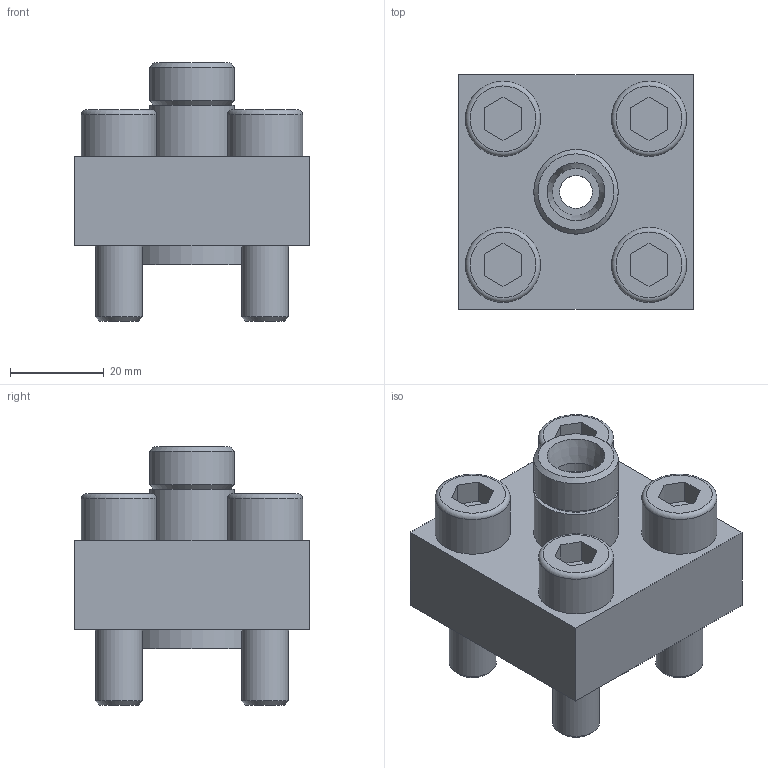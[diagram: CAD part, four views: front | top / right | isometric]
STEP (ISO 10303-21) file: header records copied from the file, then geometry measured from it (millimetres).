
FILE_DESCRIPTION(/* description */ ('STEP AP203'),/* implementation_level */ '2;1');
FILE_NAME(/* name */ 'Flange FAM 10-S10-03',/* time_stamp */ '2025-04-01T06:08:45+02:00',/* author */ ('License CC BY-ND 4.0'),/* organization */ ('CADENAS'),/* preprocessor_version */ 'ST-DEVELOPER v19.3',/* originating_system */ 'PARTsolutions',/* authorisation */ ' ');
FILE_SCHEMA (('CONFIG_CONTROL_DESIGN'));
Length unit declared in the file: millimetre
Products named in the file (1): Flansch FAM 10-S10-03
Bounding box: 50 x 50 x 55 mm (x, y, z)
Volume: 64654.9 mm3; surface area: 16240.8 mm2
Topology: 1 solids, 3 shells, 81 faces, 173 edges, 113 vertices
Faces by surface type: plane 49, cylinder 17, cone 8, torus 7
Full cylindrical faces by diameter (mm): 7 x1, 10 x5, 16 x4, 16.3 x2, 18 x2, 21.1 x2, 28 x1
Entity records: 2537 total; most frequent: DIRECTION 344, CARTESIAN_POINT 318, ORIENTED_EDGE 264, EDGE_LOOP 134, FACE_BOUND 134, EDGE_CURVE 132, AXIS2_PLACEMENT_3D 130, VERTEX_POINT 104
